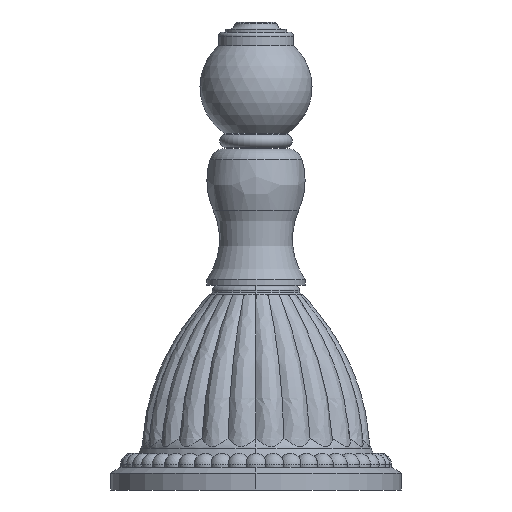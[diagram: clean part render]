
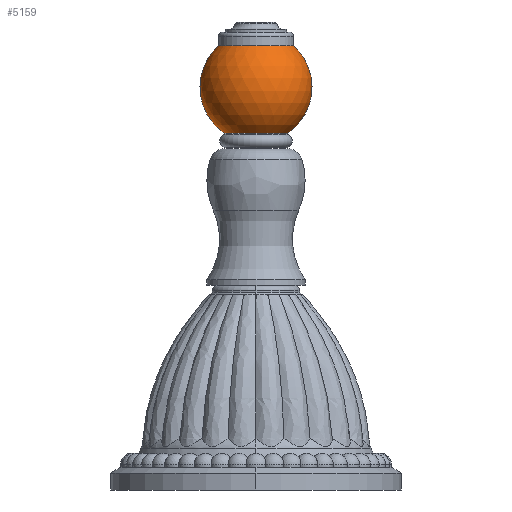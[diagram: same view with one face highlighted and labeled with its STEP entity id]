
A CAD part, left-side view. The second image highlights one B-rep face of the part: STEP entity #5159.
In plain terms, the highlighted spherical face has radius 12.573 mm.
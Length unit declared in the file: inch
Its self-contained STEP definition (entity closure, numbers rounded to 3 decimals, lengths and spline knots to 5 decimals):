
#4620=CARTESIAN_POINT('',(-3.125,0.,0.));
#4621=DIRECTION('',(1.,0.,0.));
#4622=DIRECTION('',(0.,0.565,-0.825));
#4623=AXIS2_PLACEMENT_3D('',#4620,#4621,#4622);
#4625=CARTESIAN_POINT('',(-3.125,0.,0.));
#4626=DIRECTION('',(-1.,0.,0.));
#4627=DIRECTION('',(0.,-0.565,-0.825));
#4628=AXIS2_PLACEMENT_3D('',#4625,#4626,#4627);
#4630=CARTESIAN_POINT('',(-3.125,0.,-0.40853));
#4631=DIRECTION('',(0.,0.,-1.));
#4632=DIRECTION('',(0.,-1.,0.));
#4633=AXIS2_PLACEMENT_3D('',#4630,#4631,#4632);
#4643=CARTESIAN_POINT('',(-3.125,0.,0.3685));
#4644=DIRECTION('',(0.,0.,1.));
#4645=DIRECTION('',(0.,1.,0.));
#4646=AXIS2_PLACEMENT_3D('',#4643,#4644,#4645);
#4746=CARTESIAN_POINT('',(-3.125,0.27952,-0.40853));
#4747=VERTEX_POINT('',#4746);
#4748=CARTESIAN_POINT('',(-3.125,0.3305,0.3685));
#4749=VERTEX_POINT('',#4748);
#4778=CARTESIAN_POINT('',(-3.125,-0.27952,-0.40853));
#4779=VERTEX_POINT('',#4778);
#4780=CARTESIAN_POINT('',(-3.125,-0.3305,0.3685));
#4781=VERTEX_POINT('',#4780);
#5146=CARTESIAN_POINT('',(-3.125,0.,0.));
#5147=DIRECTION('',(0.,0.,-1.));
#5148=DIRECTION('',(0.,-1.,0.));
#5149=AXIS2_PLACEMENT_3D('',#5146,#5147,#5148);
#5150=SPHERICAL_SURFACE('',#5149,0.495);
#5151=ORIENTED_EDGE('',*,*,#4936,.T.);
#5153=ORIENTED_EDGE('',*,*,#5152,.T.);
#5154=ORIENTED_EDGE('',*,*,#4939,.F.);
#5156=ORIENTED_EDGE('',*,*,#5155,.T.);
#5157=EDGE_LOOP('',(#5151,#5153,#5154,#5156));
#5158=FACE_OUTER_BOUND('',#5157,.F.);
#5159=ADVANCED_FACE('',(#5158),#5150,.T.);
#4624=CIRCLE('',#4623,0.495);
#4629=CIRCLE('',#4628,0.495);
#4634=CIRCLE('',#4633,0.27952);
#4647=CIRCLE('',#4646,0.3305);
#4936=EDGE_CURVE('',#4747,#4749,#4624,.T.);
#4939=EDGE_CURVE('',#4779,#4781,#4629,.T.);
#5152=EDGE_CURVE('',#4749,#4781,#4647,.T.);
#5155=EDGE_CURVE('',#4779,#4747,#4634,.T.);
